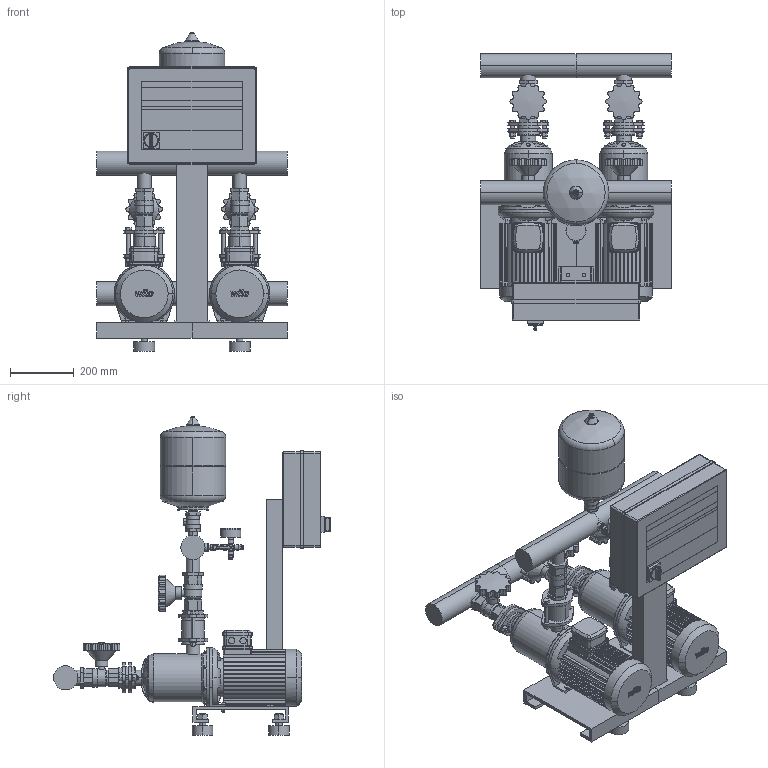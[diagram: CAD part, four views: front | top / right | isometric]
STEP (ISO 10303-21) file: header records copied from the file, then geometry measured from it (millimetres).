
FILE_DESCRIPTION((''),'2;1');
FILE_NAME('3d_CO-2MHI805N_ER-EB-2534344.stp','2016-08-24T08:02:37',(''),(''),'Mechanical Desktop 2009','Mechanical Desktop 2009',', , ');
FILE_SCHEMA(('CONFIG_CONTROL_DESIGN'));
Length unit declared in the file: millimetre
Products named in the file (1): Product
Bounding box: 600 x 870 x 1000 mm (x, y, z)
Volume: 59412841.9 mm3; surface area: 4035746.9 mm2
Topology: 86 solids, 86 shells, 2484 faces, 6101 edges, 3955 vertices
Faces by surface type: plane 987, cylinder 717, bspline 565, cone 123, torus 84, sphere 8
Entity records: 81315 total; most frequent: CARTESIAN_POINT 23155, ORIENTED_EDGE 12194, DIRECTION 11810, EDGE_CURVE 6097, AXIS2_PLACEMENT_3D 4187, VERTEX_POINT 3951, VECTOR 3436, LINE 3436
